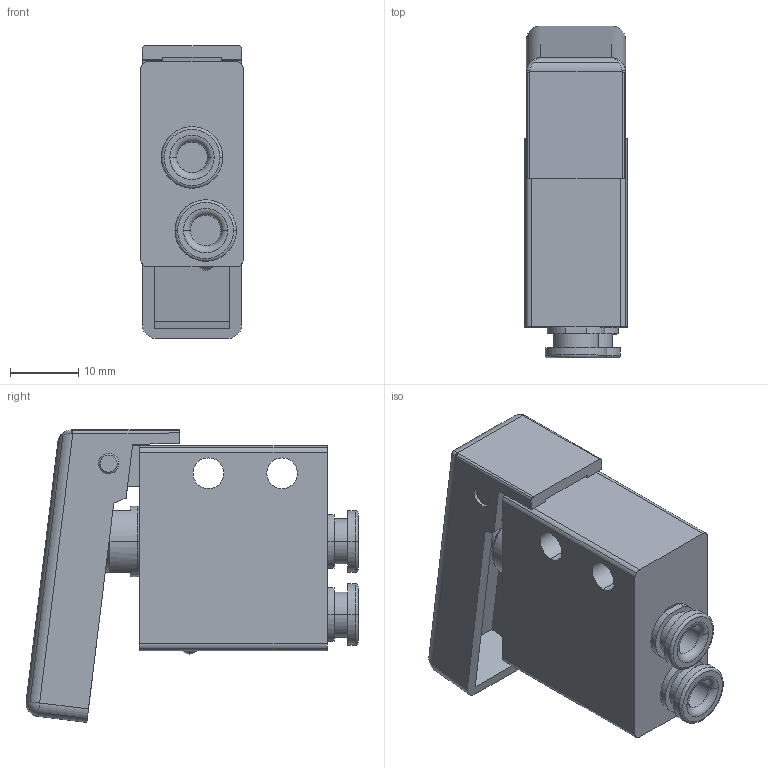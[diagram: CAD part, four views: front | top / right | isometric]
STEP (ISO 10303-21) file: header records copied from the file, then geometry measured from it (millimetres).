
FILE_DESCRIPTION((''),'2;1');
FILE_NAME('08_212_4.stp','2002-12-02T20:12:01',('Branislav Petkovic'),('AZ Pneumatica'),'AutoCAD STEP 2000i','AutoCAD 2000i','Via J. F. Kennedy, 26, 20020 Misinto (MI), ITALY');
FILE_SCHEMA(('CONFIG_CONTROL_DESIGN'));
Length unit declared in the file: millimetre
Products named in the file (12): 08_212_4; 304MR TELO; PART1; PUSH IN 4MM; PART1A; PART2; PLASTICNA POLUGA CRVENA; PART1AA; OSOVINA; PART1AAA; PIPAK 304 MA; PART1AAAA
Assembly tree (12 placements, depth 3):
  08_212_4
    304MR TELO
      PART1
    PUSH IN 4MM  x2
      PART1A
      PART2
    PLASTICNA POLUGA CRVENA
      PART1AA
      OSOVINA
    PART1AAA
    PIPAK 304 MA
      PART1AAAA
Bounding box: 15 x 48.59 x 42.87 mm (x, y, z)
Surface area: 9759 mm2 (no closed solid volume)
Topology: 0 solids, 8 shells, 182 faces, 430 edges, 269 vertices
Faces by surface type: cylinder 80, plane 66, cone 14, torus 12, bspline 6, sphere 4
Entity records: 5271 total; most frequent: CARTESIAN_POINT 1328, DIRECTION 852, ORIENTED_EDGE 726, EDGE_CURVE 363, AXIS2_PLACEMENT_3D 336, VERTEX_POINT 230, VECTOR 180, LINE 180
